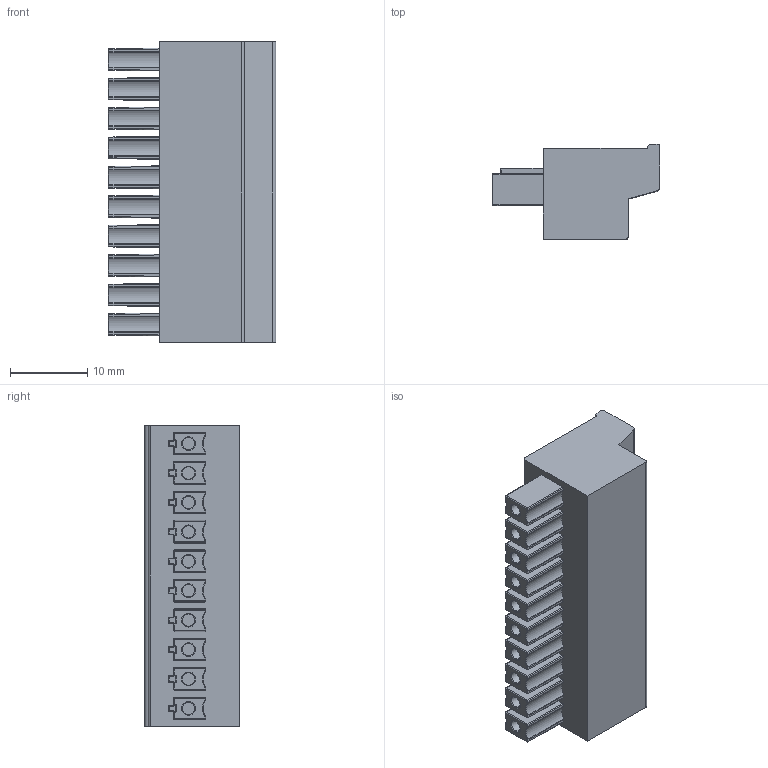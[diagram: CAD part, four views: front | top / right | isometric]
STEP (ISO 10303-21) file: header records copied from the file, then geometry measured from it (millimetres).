
FILE_DESCRIPTION (( 'STEP AP214' ), '1' );
FILE_NAME ('BX-RTB10-2.STEP', '2017-03-21T14:46:38', ( '' ), ( '' ), 'SwSTEP 2.0', 'SolidWorks 2016', '' );
FILE_SCHEMA (( 'AUTOMOTIVE_DESIGN' ));
Length unit declared in the file: millimetre
Products named in the file (1): BX-RTB10-2
Bounding box: 21.7 x 12.3 x 38.89 mm (x, y, z)
Volume: 6227.9 mm3; surface area: 4278.1 mm2
Topology: 1 solids, 1 shells, 674 faces, 1636 edges, 944 vertices
Faces by surface type: cylinder 285, plane 259, torus 70, sphere 60
Entity records: 20074 total; most frequent: CARTESIAN_POINT 4155, DIRECTION 3366, ORIENTED_EDGE 3152, EDGE_CURVE 1576, AXIS2_PLACEMENT_3D 1235, VERTEX_POINT 944, VECTOR 896, LINE 896
